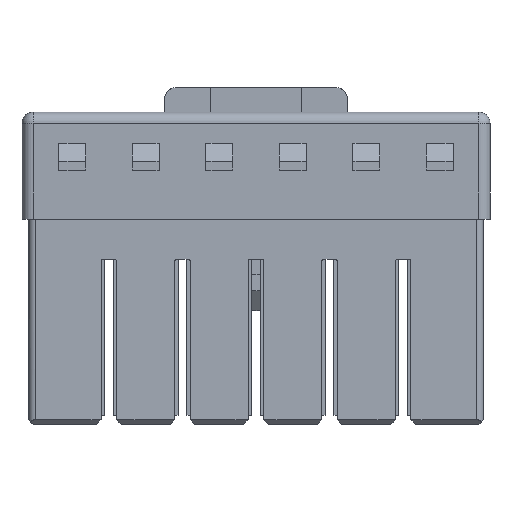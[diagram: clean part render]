
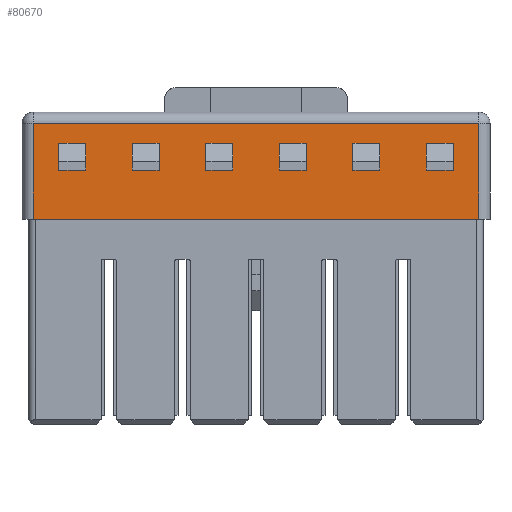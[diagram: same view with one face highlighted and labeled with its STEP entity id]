
A CAD part, front view. The second image highlights one B-rep face of the part: STEP entity #80670.
In plain terms, the highlighted planar face has unit normal (0, -1, 0).
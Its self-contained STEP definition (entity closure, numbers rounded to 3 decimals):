
#1650=CARTESIAN_POINT('',(-1.05,-2.4,12.6));
#1660=VERTEX_POINT('',#1650);
#1690=CARTESIAN_POINT('',(-1.05,-2.4,-0.848));
#1700=DIRECTION('',(0.,0.,-1.));
#1710=VECTOR('',#1700,1.);
#1720=LINE('',#1690,#1710);
#1730=CARTESIAN_POINT('',(-1.05,-2.4,11.4));
#1740=VERTEX_POINT('',#1730);
#1750=EDGE_CURVE('',#1660,#1740,#1720,.T.);
#2400=CARTESIAN_POINT('',(45.893,-2.4,11.4));
#2410=DIRECTION('',(1.,0.,0.));
#2420=VECTOR('',#2410,1.);
#2430=LINE('',#2400,#2420);
#2440=CARTESIAN_POINT('',(-2.25,-2.4,11.4));
#2450=VERTEX_POINT('',#2440);
#2460=EDGE_CURVE('',#2450,#1740,#2430,.T.);
#16650=CARTESIAN_POINT('',(-10.,-2.4,13.5));
#16660=VERTEX_POINT('',#16650);
#20280=CARTESIAN_POINT('',(-4.35,-2.4,12.6));
#20290=VERTEX_POINT('',#20280);
#20320=CARTESIAN_POINT('',(-4.35,-2.4,-0.848));
#20330=DIRECTION('',(0.,0.,-1.));
#20340=VECTOR('',#20330,1.);
#20350=LINE('',#20320,#20340);
#20360=CARTESIAN_POINT('',(-4.35,-2.4,11.4));
#20370=VERTEX_POINT('',#20360);
#20380=EDGE_CURVE('',#20290,#20370,#20350,.T.);
#25300=CARTESIAN_POINT('',(-8.85,-2.4,12.6));
#25310=VERTEX_POINT('',#25300);
#25460=CARTESIAN_POINT('',(-8.85,-2.4,11.4));
#25470=VERTEX_POINT('',#25460);
#25500=CARTESIAN_POINT('',(-8.85,-2.4,-0.848));
#25510=DIRECTION('',(0.,-0.,1.));
#25520=VECTOR('',#25510,1.);
#25530=LINE('',#25500,#25520);
#25540=EDGE_CURVE('',#25470,#25310,#25530,.T.);
#25760=CARTESIAN_POINT('',(-5.55,-2.4,12.6));
#25770=VERTEX_POINT('',#25760);
#25800=CARTESIAN_POINT('',(45.893,-2.4,12.6));
#25810=DIRECTION('',(1.,0.,0.));
#25820=VECTOR('',#25810,1.);
#25830=LINE('',#25800,#25820);
#25840=EDGE_CURVE('',#25770,#20290,#25830,.T.);
#25950=CARTESIAN_POINT('',(45.893,-2.4,11.4));
#25960=DIRECTION('',(-1.,0.,-0.));
#25970=VECTOR('',#25960,1.);
#25980=LINE('',#25950,#25970);
#25990=CARTESIAN_POINT('',(-5.55,-2.4,11.4));
#26000=VERTEX_POINT('',#25990);
#26010=EDGE_CURVE('',#20370,#26000,#25980,.T.);
#28180=CARTESIAN_POINT('',(-7.65,-2.4,11.4));
#28190=VERTEX_POINT('',#28180);
#28270=CARTESIAN_POINT('',(-7.65,-2.4,12.6));
#28280=VERTEX_POINT('',#28270);
#28310=CARTESIAN_POINT('',(-7.65,-2.4,
-0.848));
#28320=DIRECTION('',(0.,0.,-1.));
#28330=VECTOR('',#28320,1.);
#28340=LINE('',#28310,#28330);
#28350=EDGE_CURVE('',#28280,#28190,#28340,.T.);
#29370=CARTESIAN_POINT('',(-5.55,-2.4,-0.848));
#29380=DIRECTION('',(0.,0.,-1.));
#29390=VECTOR('',#29380,1.);
#29400=LINE('',#29370,#29390);
#29410=EDGE_CURVE('',#25770,#26000,#29400,.T.);
#32630=CARTESIAN_POINT('',(45.893,-2.4,12.6));
#32640=DIRECTION('',(1.,0.,0.));
#32650=VECTOR('',#32640,1.);
#32660=LINE('',#32630,#32650);
#32670=EDGE_CURVE('',#25310,#28280,#32660,.T.);
#32840=CARTESIAN_POINT('',(-10.,-2.4,9.2));
#32850=VERTEX_POINT('',#32840);
#32900=CARTESIAN_POINT('',(-10.,-2.4,9.2));
#32910=DIRECTION('',(0.,0.,1.));
#32920=VECTOR('',#32910,1.);
#32930=LINE('',#32900,#32920);
#32940=EDGE_CURVE('',#32850,#16660,#32930,.T.);
#34640=CARTESIAN_POINT('',(10.,-2.4,13.5));
#34650=VERTEX_POINT('',#34640);
#34680=CARTESIAN_POINT('',(-10.,-2.4,13.5));
#34690=DIRECTION('',(1.,0.,0.));
#34700=VECTOR('',#34690,1.);
#34710=LINE('',#34680,#34700);
#34720=EDGE_CURVE('',#16660,#34650,#34710,.T.);
#35680=CARTESIAN_POINT('',(45.893,-2.4,11.4));
#35690=DIRECTION('',(-1.,0.,-0.));
#35700=VECTOR('',#35690,1.);
#35710=LINE('',#35680,#35700);
#35720=EDGE_CURVE('',#28190,#25470,#35710,.T.);
#43800=CARTESIAN_POINT('',(-2.25,-2.4,-0.848));
#43810=DIRECTION('',(0.,0.,-1.));
#43820=VECTOR('',#43810,1.);
#43830=LINE('',#43800,#43820);
#43840=CARTESIAN_POINT('',(-2.25,-2.4,12.6));
#43850=VERTEX_POINT('',#43840);
#43860=EDGE_CURVE('',#43850,#2450,#43830,.T.);
#44420=CARTESIAN_POINT('',(45.893,-2.4,12.6));
#44430=DIRECTION('',(-1.,0.,0.));
#44440=VECTOR('',#44430,1.);
#44450=LINE('',#44420,#44440);
#44460=EDGE_CURVE('',#1660,#43850,#44450,.T.);
#79240=CARTESIAN_POINT('',(10.508,-2.4,13.615));
#79250=DIRECTION('',(0.,-1.,-0.));
#79260=DIRECTION('',(-1.,0.,-0.));
#79270=AXIS2_PLACEMENT_3D('',#79240,#79250,#79260);
#79280=PLANE('',#79270);
#79290=CARTESIAN_POINT('',(10.,-2.4,13.5));
#79300=DIRECTION('',(0.,0.,-1.));
#79310=VECTOR('',#79300,1.);
#79320=LINE('',#79290,#79310);
#79330=CARTESIAN_POINT('',(10.,-2.4,
9.2));
#79340=VERTEX_POINT('',#79330);
#79350=EDGE_CURVE('',#34650,#79340,#79320,.T.);
#79360=ORIENTED_EDGE('',*,*,#79350,.F.);
#79370=CARTESIAN_POINT('',(45.893,-2.4,
9.2));
#79380=DIRECTION('',(1.,0.,0.));
#79390=VECTOR('',#79380,1.);
#79400=LINE('',#79370,#79390);
#79410=EDGE_CURVE('',#32850,#79340,#79400,.T.);
#79420=ORIENTED_EDGE('',*,*,#79410,.T.);
#79430=ORIENTED_EDGE('',*,*,#32940,.F.);
#79440=ORIENTED_EDGE('',*,*,#34720,.F.);
#79450=EDGE_LOOP('',(#79440,#79430,#79420,#79360));
#79460=FACE_OUTER_BOUND('',#79450,.T.);
#79470=CARTESIAN_POINT('',(8.85,-2.4,
-0.848));
#79480=DIRECTION('',(0.,0.,1.));
#79490=VECTOR('',#79480,1.);
#79500=LINE('',#79470,#79490);
#79510=CARTESIAN_POINT('',(8.85,-2.4,11.4));
#79520=VERTEX_POINT('',#79510);
#79530=CARTESIAN_POINT('',(8.85,-2.4,12.6));
#79540=VERTEX_POINT('',#79530);
#79550=EDGE_CURVE('',#79520,#79540,#79500,.T.);
#79560=ORIENTED_EDGE('',*,*,#79550,.F.);
#79570=CARTESIAN_POINT('',(45.893,-2.4,12.6));
#79580=DIRECTION('',(-1.,0.,0.));
#79590=VECTOR('',#79580,1.);
#79600=LINE('',#79570,#79590);
#79610=CARTESIAN_POINT('',(7.65,-2.4,12.6));
#79620=VERTEX_POINT('',#79610);
#79630=EDGE_CURVE('',#79540,#79620,#79600,.T.);
#79640=ORIENTED_EDGE('',*,*,#79630,.F.);
#79650=CARTESIAN_POINT('',(7.65,-2.4,
-0.848));
#79660=DIRECTION('',(0.,0.,-1.));
#79670=VECTOR('',#79660,1.);
#79680=LINE('',#79650,#79670);
#79690=CARTESIAN_POINT('',(7.65,-2.4,11.4));
#79700=VERTEX_POINT('',#79690);
#79710=EDGE_CURVE('',#79620,#79700,#79680,.T.);
#79720=ORIENTED_EDGE('',*,*,#79710,.F.);
#79730=CARTESIAN_POINT('',(45.893,-2.4,11.4));
#79740=DIRECTION('',(1.,0.,0.));
#79750=VECTOR('',#79740,1.);
#79760=LINE('',#79730,#79750);
#79770=EDGE_CURVE('',#79700,#79520,#79760,.T.);
#79780=ORIENTED_EDGE('',*,*,#79770,.F.);
#79790=EDGE_LOOP('',(#79780,#79720,#79640,#79560));
#79800=FACE_BOUND('',#79790,.T.);
#79810=CARTESIAN_POINT('',(45.893,-2.4,11.4));
#79820=DIRECTION('',(1.,0.,0.));
#79830=VECTOR('',#79820,1.);
#79840=LINE('',#79810,#79830);
#79850=CARTESIAN_POINT('',(4.35,-2.4,11.4));
#79860=VERTEX_POINT('',#79850);
#79870=CARTESIAN_POINT('',(5.55,-2.4,11.4));
#79880=VERTEX_POINT('',#79870);
#79890=EDGE_CURVE('',#79860,#79880,#79840,.T.);
#79900=ORIENTED_EDGE('',*,*,#79890,.F.);
#79910=CARTESIAN_POINT('',(5.55,-2.4,-0.848));
#79920=DIRECTION('',(0.,0.,-1.));
#79930=VECTOR('',#79920,1.);
#79940=LINE('',#79910,#79930);
#79950=CARTESIAN_POINT('',(5.55,-2.4,12.6));
#79960=VERTEX_POINT('',#79950);
#79970=EDGE_CURVE('',#79960,#79880,#79940,.T.);
#79980=ORIENTED_EDGE('',*,*,#79970,.T.);
#79990=CARTESIAN_POINT('',(45.893,-2.4,12.6));
#80000=DIRECTION('',(-1.,0.,0.));
#80010=VECTOR('',#80000,1.);
#80020=LINE('',#79990,#80010);
#80030=CARTESIAN_POINT('',(4.35,-2.4,12.6));
#80040=VERTEX_POINT('',#80030);
#80050=EDGE_CURVE('',#79960,#80040,#80020,.T.);
#80060=ORIENTED_EDGE('',*,*,#80050,.F.);
#80070=CARTESIAN_POINT('',(4.35,-2.4,
-0.848));
#80080=DIRECTION('',(0.,0.,-1.));
#80090=VECTOR('',#80080,1.);
#80100=LINE('',#80070,#80090);
#80110=EDGE_CURVE('',#80040,#79860,#80100,.T.);
#80120=ORIENTED_EDGE('',*,*,#80110,.F.);
#80130=EDGE_LOOP('',(#80120,#80060,#79980,#79900));
#80140=FACE_BOUND('',#80130,.T.);
#80150=CARTESIAN_POINT('',(45.893,-2.4,11.4));
#80160=DIRECTION('',(1.,0.,0.));
#80170=VECTOR('',#80160,1.);
#80180=LINE('',#80150,#80170);
#80190=CARTESIAN_POINT('',(1.05,-2.4,11.4));
#80200=VERTEX_POINT('',#80190);
#80210=CARTESIAN_POINT('',(2.25,-2.4,11.4));
#80220=VERTEX_POINT('',#80210);
#80230=EDGE_CURVE('',#80200,#80220,#80180,.T.);
#80240=ORIENTED_EDGE('',*,*,#80230,.F.);
#80250=CARTESIAN_POINT('',(2.25,-2.4,
-0.848));
#80260=DIRECTION('',(0.,0.,-1.));
#80270=VECTOR('',#80260,1.);
#80280=LINE('',#80250,#80270);
#80290=CARTESIAN_POINT('',(2.25,-2.4,12.6));
#80300=VERTEX_POINT('',#80290);
#80310=EDGE_CURVE('',#80300,#80220,#80280,.T.);
#80320=ORIENTED_EDGE('',*,*,#80310,.T.);
#80330=CARTESIAN_POINT('',(45.893,-2.4,12.6));
#80340=DIRECTION('',(-1.,0.,0.));
#80350=VECTOR('',#80340,1.);
#80360=LINE('',#80330,#80350);
#80370=CARTESIAN_POINT('',(1.05,-2.4,12.6));
#80380=VERTEX_POINT('',#80370);
#80390=EDGE_CURVE('',#80300,#80380,#80360,.T.);
#80400=ORIENTED_EDGE('',*,*,#80390,.F.);
#80410=CARTESIAN_POINT('',(1.05,-2.4,-0.848));
#80420=DIRECTION('',(0.,0.,-1.));
#80430=VECTOR('',#80420,1.);
#80440=LINE('',#80410,#80430);
#80450=EDGE_CURVE('',#80380,#80200,#80440,.T.);
#80460=ORIENTED_EDGE('',*,*,#80450,.F.);
#80470=EDGE_LOOP('',(#80460,#80400,#80320,#80240));
#80480=FACE_BOUND('',#80470,.T.);
#80490=ORIENTED_EDGE('',*,*,#2460,.F.);
#80500=ORIENTED_EDGE('',*,*,#1750,.T.);
#80510=ORIENTED_EDGE('',*,*,#44460,.F.);
#80520=ORIENTED_EDGE('',*,*,#43860,.F.);
#80530=EDGE_LOOP('',(#80520,#80510,#80500,#80490));
#80540=FACE_BOUND('',#80530,.T.);
#80550=ORIENTED_EDGE('',*,*,#20380,.T.);
#80560=ORIENTED_EDGE('',*,*,#25840,.T.);
#80570=ORIENTED_EDGE('',*,*,#29410,.F.);
#80580=ORIENTED_EDGE('',*,*,#26010,.T.);
#80590=EDGE_LOOP('',(#80580,#80570,#80560,#80550));
#80600=FACE_BOUND('',#80590,.T.);
#80610=ORIENTED_EDGE('',*,*,#35720,.T.);
#80620=ORIENTED_EDGE('',*,*,#28350,.T.);
#80630=ORIENTED_EDGE('',*,*,#32670,.T.);
#80640=ORIENTED_EDGE('',*,*,#25540,.T.);
#80650=EDGE_LOOP('',(#80640,#80630,#80620,#80610));
#80660=FACE_BOUND('',#80650,.T.);
#80670=ADVANCED_FACE('',(#79460,#79800,#80140,#80480,#80540,#80600,
#80660),#79280,.T.);
